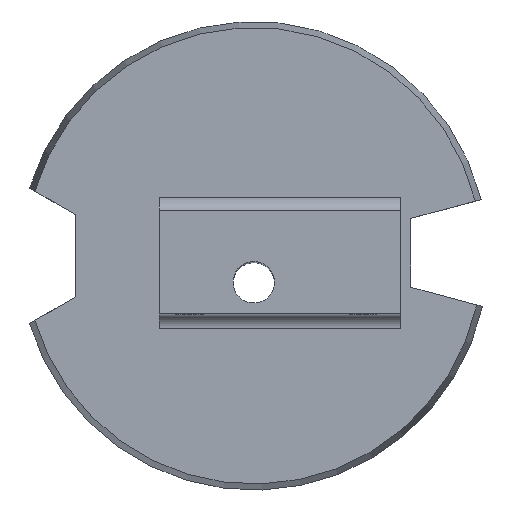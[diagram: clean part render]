
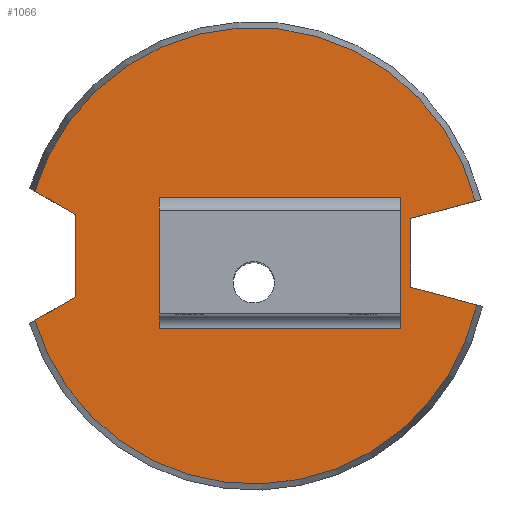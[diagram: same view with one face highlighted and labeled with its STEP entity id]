
A CAD part, top view. The second image highlights one B-rep face of the part: STEP entity #1066.
In plain terms, the highlighted planar face has unit normal (0, 0, 1).
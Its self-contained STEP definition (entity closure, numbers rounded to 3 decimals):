
#36=CARTESIAN_POINT('Line Origine',(0.205,5.341,0.)) ;
#40=CARTESIAN_POINT('Vertex',(-8.709,5.341,0.)) ;
#42=CARTESIAN_POINT('Vertex',(13.516,5.341,0.)) ;
#76=CARTESIAN_POINT('Line Origine',(0.205,-6.724,0.)) ;
#80=CARTESIAN_POINT('Vertex',(13.516,-6.724,0.)) ;
#82=CARTESIAN_POINT('Vertex',(-8.709,-6.724,0.)) ;
#218=CARTESIAN_POINT('Vertex',(14.476,3.449,0.)) ;
#221=CARTESIAN_POINT('Line Origine',(14.476,0.274,0.)) ;
#225=CARTESIAN_POINT('Vertex',(14.476,-2.901,0.)) ;
#249=CARTESIAN_POINT('Vertex',(-16.437,0.,0.)) ;
#252=CARTESIAN_POINT('Line Origine',(-16.437,1.898,0.)) ;
#256=CARTESIAN_POINT('Vertex',(-16.437,3.796,0.)) ;
#275=CARTESIAN_POINT('Vertex',(-16.437,-3.796,0.)) ;
#278=CARTESIAN_POINT('Line Origine',(-16.437,-1.898,0.)) ;
#353=CARTESIAN_POINT('Line Origine',(-8.709,-0.691,0.)) ;
#392=CARTESIAN_POINT('Line Origine',(13.516,-0.691,0.)) ;
#919=CARTESIAN_POINT('Line Origine',(-18.304,-4.874,0.)) ;
#923=CARTESIAN_POINT('Vertex',(-20.17,-5.952,0.)) ;
#946=CARTESIAN_POINT('Line Origine',(17.507,-3.713,0.)) ;
#950=CARTESIAN_POINT('Vertex',(20.538,-4.525,0.)) ;
#973=CARTESIAN_POINT('Axis2P3D Location',(0.,0.,0.)) ;
#990=CARTESIAN_POINT('Line Origine',(17.446,4.245,0.)) ;
#994=CARTESIAN_POINT('Vertex',(20.417,5.041,0.)) ;
#1024=CARTESIAN_POINT('Vertex',(-20.17,5.952,0.)) ;
#1027=CARTESIAN_POINT('Line Origine',(-18.304,4.874,0.)) ;
#1039=CARTESIAN_POINT('Axis2P3D Location',(0.,0.,0.)) ;
#1044=CARTESIAN_POINT('Axis2P3D Location',(0.,0.,0.)) ;
#38=VECTOR('Line Direction',#37,1.) ;
#78=VECTOR('Line Direction',#77,1.) ;
#223=VECTOR('Line Direction',#222,1.) ;
#254=VECTOR('Line Direction',#253,1.) ;
#280=VECTOR('Line Direction',#279,1.) ;
#355=VECTOR('Line Direction',#354,1.) ;
#394=VECTOR('Line Direction',#393,1.) ;
#921=VECTOR('Line Direction',#920,1.) ;
#948=VECTOR('Line Direction',#947,1.) ;
#992=VECTOR('Line Direction',#991,1.) ;
#1029=VECTOR('Line Direction',#1028,1.) ;
#37=DIRECTION('Vector Direction',(1.,0.,0.)) ;
#77=DIRECTION('Vector Direction',(-1.,0.,0.)) ;
#222=DIRECTION('Vector Direction',(0.,-1.,0.)) ;
#253=DIRECTION('Vector Direction',(0.,-1.,0.)) ;
#279=DIRECTION('Vector Direction',(0.,1.,0.)) ;
#354=DIRECTION('Vector Direction',(0.,1.,0.)) ;
#393=DIRECTION('Vector Direction',(0.,-1.,0.)) ;
#920=DIRECTION('Vector Direction',(0.866,0.5,0.)) ;
#947=DIRECTION('Vector Direction',(0.966,-0.259,0.)) ;
#974=DIRECTION('Axis2P3D Direction',(0.,0.,1.)) ;
#991=DIRECTION('Vector Direction',(-0.966,-0.259,0.)) ;
#1028=DIRECTION('Vector Direction',(0.866,-0.5,0.)) ;
#1040=DIRECTION('Axis2P3D Direction',(0.,0.,1.)) ;
#1041=DIRECTION('Axis2P3D XDirection',(1.,0.,0.)) ;
#1045=DIRECTION('Axis2P3D Direction',(0.,0.,1.)) ;
#975=AXIS2_PLACEMENT_3D('Circle Axis2P3D',#973,#974,$) ;
#1042=AXIS2_PLACEMENT_3D('Plane Axis2P3D',#1039,#1040,#1041) ;
#1046=AXIS2_PLACEMENT_3D('Circle Axis2P3D',#1044,#1045,$) ;
#39=LINE('Line',#36,#38) ;
#79=LINE('Line',#76,#78) ;
#224=LINE('Line',#221,#223) ;
#255=LINE('Line',#252,#254) ;
#281=LINE('Line',#278,#280) ;
#356=LINE('Line',#353,#355) ;
#395=LINE('Line',#392,#394) ;
#922=LINE('Line',#919,#921) ;
#949=LINE('Line',#946,#948) ;
#993=LINE('Line',#990,#992) ;
#1030=LINE('Line',#1027,#1029) ;
#976=CIRCLE('generated circle',#975,21.03) ;
#1047=CIRCLE('generated circle',#1046,21.03) ;
#1043=PLANE('',#1042) ;
#1065=FACE_BOUND('',#1060,.T.) ;
#44=EDGE_CURVE('',#41,#43,#39,.T.) ;
#84=EDGE_CURVE('',#81,#83,#79,.T.) ;
#227=EDGE_CURVE('',#226,#219,#224,.F.) ;
#258=EDGE_CURVE('',#257,#250,#255,.T.) ;
#282=EDGE_CURVE('',#250,#276,#281,.F.) ;
#357=EDGE_CURVE('',#83,#41,#356,.T.) ;
#396=EDGE_CURVE('',#43,#81,#395,.T.) ;
#925=EDGE_CURVE('',#276,#924,#922,.F.) ;
#952=EDGE_CURVE('',#951,#226,#949,.F.) ;
#977=EDGE_CURVE('',#924,#951,#976,.T.) ;
#996=EDGE_CURVE('',#219,#995,#993,.F.) ;
#1031=EDGE_CURVE('',#1025,#257,#1030,.T.) ;
#1048=EDGE_CURVE('',#995,#1025,#1047,.T.) ;
#1050=ORIENTED_EDGE('',*,*,#1031,.T.) ;
#1051=ORIENTED_EDGE('',*,*,#258,.T.) ;
#1052=ORIENTED_EDGE('',*,*,#282,.T.) ;
#1053=ORIENTED_EDGE('',*,*,#925,.T.) ;
#1054=ORIENTED_EDGE('',*,*,#977,.T.) ;
#1055=ORIENTED_EDGE('',*,*,#952,.T.) ;
#1056=ORIENTED_EDGE('',*,*,#227,.T.) ;
#1057=ORIENTED_EDGE('',*,*,#996,.T.) ;
#1058=ORIENTED_EDGE('',*,*,#1048,.T.) ;
#1061=ORIENTED_EDGE('',*,*,#396,.T.) ;
#1062=ORIENTED_EDGE('',*,*,#84,.T.) ;
#1063=ORIENTED_EDGE('',*,*,#357,.T.) ;
#1064=ORIENTED_EDGE('',*,*,#44,.T.) ;
#1049=EDGE_LOOP('',(#1050,#1051,#1052,#1053,#1054,#1055,#1056,#1057,#1058)) ;
#1060=EDGE_LOOP('',(#1061,#1062,#1063,#1064)) ;
#41=VERTEX_POINT('',#40) ;
#43=VERTEX_POINT('',#42) ;
#81=VERTEX_POINT('',#80) ;
#83=VERTEX_POINT('',#82) ;
#219=VERTEX_POINT('',#218) ;
#226=VERTEX_POINT('',#225) ;
#250=VERTEX_POINT('',#249) ;
#257=VERTEX_POINT('',#256) ;
#276=VERTEX_POINT('',#275) ;
#924=VERTEX_POINT('',#923) ;
#951=VERTEX_POINT('',#950) ;
#995=VERTEX_POINT('',#994) ;
#1025=VERTEX_POINT('',#1024) ;
#1066=ADVANCED_FACE('PartBody',(#1059,#1065),#1043,.T.) ;
#1059=FACE_OUTER_BOUND('',#1049,.T.) ;
